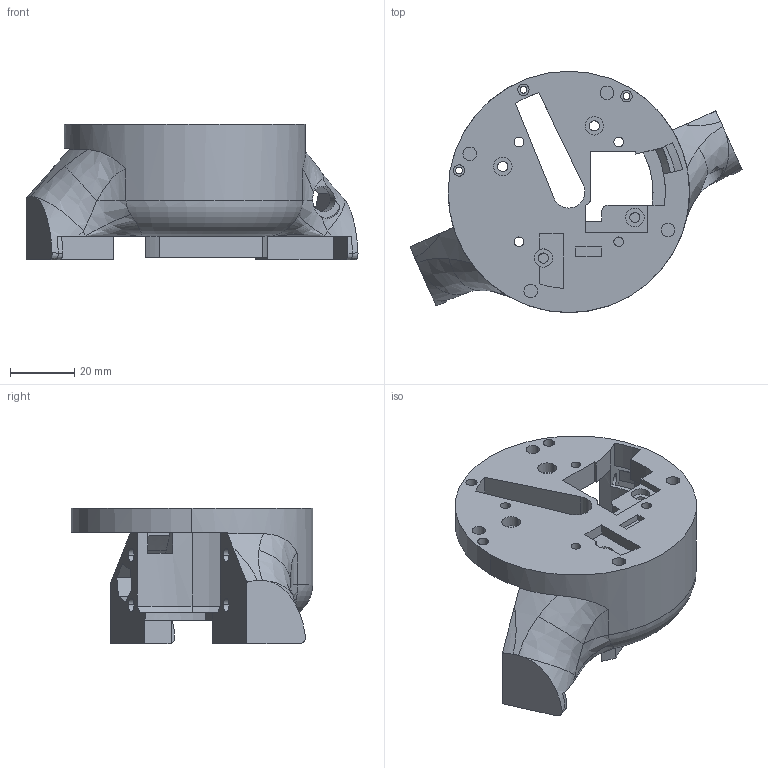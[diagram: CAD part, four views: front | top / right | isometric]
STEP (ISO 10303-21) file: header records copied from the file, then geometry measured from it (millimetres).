
FILE_DESCRIPTION (( 'STEP AP214' ), '1' );
FILE_NAME ('main_body.STEP', '2025-01-20T12:13:32', ( '' ), ( '' ), 'SwSTEP 2.0', 'SolidWorks 2020', '' );
FILE_SCHEMA (( 'AUTOMOTIVE_DESIGN' ));
Length unit declared in the file: millimetre
Products named in the file (1): main_body
Bounding box: 103.16 x 75 x 42.25 mm (x, y, z)
Volume: 56721.5 mm3; surface area: 24948.3 mm2
Topology: 1 solids, 3 shells, 202 faces, 524 edges, 341 vertices
Faces by surface type: plane 85, cylinder 84, bspline 23, cone 8, torus 2
Entity records: 7209 total; most frequent: CARTESIAN_POINT 2256, ORIENTED_EDGE 1044, DIRECTION 989, EDGE_CURVE 522, AXIS2_PLACEMENT_3D 371, VERTEX_POINT 341, EDGE_LOOP 249, LINE 247
